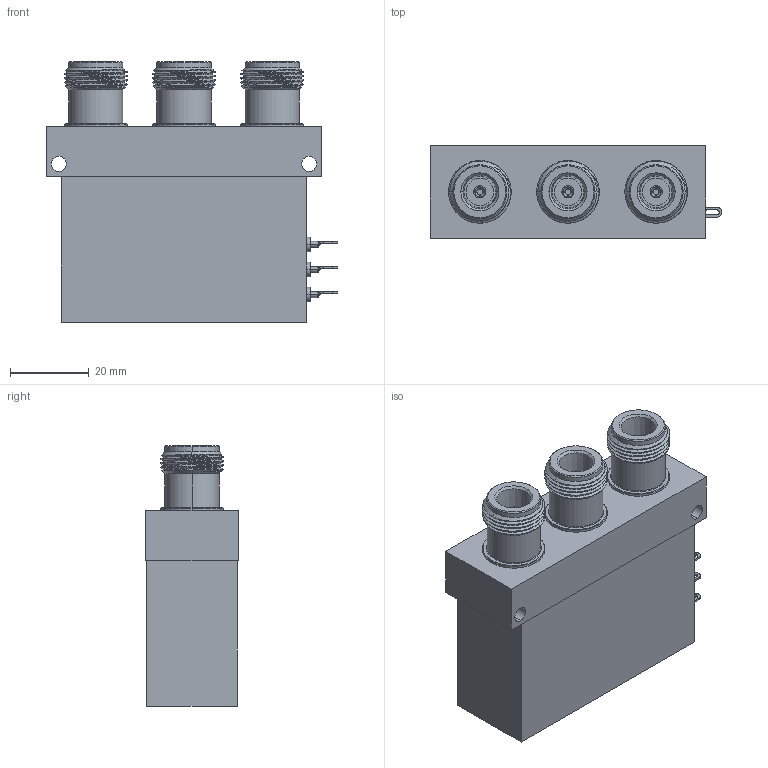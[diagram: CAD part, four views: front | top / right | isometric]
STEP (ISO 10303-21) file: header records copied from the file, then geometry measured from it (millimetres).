
FILE_DESCRIPTION (( 'STEP AP203' ), '1' );
FILE_NAME ('PE71S6435.step', '2020-10-16T22:31:25', ( '' ), ( '' ), 'SwSTEP 2.0', 'SolidWorks 2018', '' );
FILE_SCHEMA (( 'CONFIG_CONTROL_DESIGN' ));
Length unit declared in the file: inch
Products named in the file (1): PE71S6435
Bounding box: 73.91 x 23.5 x 66.09 mm (x, y, z)
Volume: 79140.7 mm3; surface area: 16372.3 mm2
Topology: 1 solids, 1 shells, 508 faces, 1329 edges, 866 vertices
Faces by surface type: plane 217, cylinder 138, bspline 96, cone 57
Entity records: 23019 total; most frequent: CARTESIAN_POINT 11415, ORIENTED_EDGE 2646, DIRECTION 2017, EDGE_CURVE 1323, VERTEX_POINT 866, AXIS2_PLACEMENT_3D 683, LINE 651, VECTOR 651
